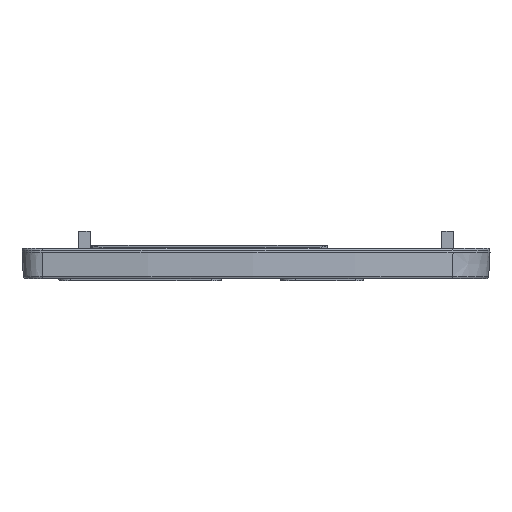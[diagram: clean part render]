
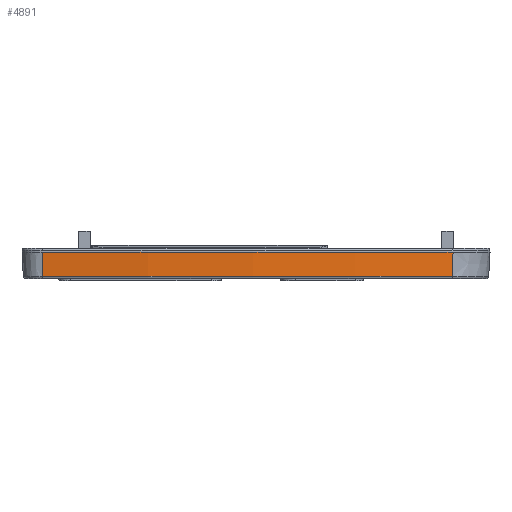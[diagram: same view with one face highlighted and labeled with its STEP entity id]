
A CAD part, left-side view. The second image highlights one B-rep face of the part: STEP entity #4891.
In plain terms, the highlighted conical face has half-angle 3 degrees and reference radius 81.629 mm.
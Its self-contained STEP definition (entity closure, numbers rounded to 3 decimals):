
#105=CONICAL_SURFACE('',#5432,81.629,3.);
#359=CIRCLE('',#5395,81.7);
#375=CIRCLE('',#5422,81.571);
#745=FACE_OUTER_BOUND('',#1026,.T.);
#1026=EDGE_LOOP('',(#4440,#4441,#4442,#4443));
#1488=LINE('',#8490,#1945);
#1489=LINE('',#8491,#1946);
#1945=VECTOR('',#6847,10.);
#1946=VECTOR('',#6848,10.);
#2442=VERTEX_POINT('',#8424);
#2443=VERTEX_POINT('',#8428);
#2453=VERTEX_POINT('',#8468);
#2454=VERTEX_POINT('',#8472);
#3110=EDGE_CURVE('',#2442,#2443,#359,.T.);
#3132=EDGE_CURVE('',#2453,#2454,#375,.T.);
#3140=EDGE_CURVE('',#2442,#2453,#1488,.T.);
#3141=EDGE_CURVE('',#2443,#2454,#1489,.T.);
#4440=ORIENTED_EDGE('',*,*,#3132,.F.);
#4441=ORIENTED_EDGE('',*,*,#3140,.F.);
#4442=ORIENTED_EDGE('',*,*,#3110,.T.);
#4443=ORIENTED_EDGE('',*,*,#3141,.T.);
#4891=ADVANCED_FACE('',(#745),#105,.T.);
#5395=AXIS2_PLACEMENT_3D('',#8430,#6763,#6764);
#5422=AXIS2_PLACEMENT_3D('',#8474,#6823,#6824);
#5432=AXIS2_PLACEMENT_3D('',#8489,#6845,#6846);
#6763=DIRECTION('center_axis',(0.,0.,1.));
#6764=DIRECTION('ref_axis',(0.897,-0.441,0.));
#6823=DIRECTION('center_axis',(0.,0.,1.));
#6824=DIRECTION('ref_axis',(0.981,-0.193,0.));
#6845=DIRECTION('center_axis',(0.,0.,-1.));
#6846=DIRECTION('ref_axis',(0.897,-0.441,0.));
#6847=DIRECTION('',(-0.047,0.023,0.999));
#6848=DIRECTION('',(-0.052,-0.004,0.999));
#8424=CARTESIAN_POINT('',(70.313,-24.257,-1.15));
#8428=CARTESIAN_POINT('',(78.511,17.349,-1.15));
#8430=CARTESIAN_POINT('Origin',(-3.,11.8,-1.15));
#8468=CARTESIAN_POINT('',(70.197,-24.2,1.313));
#8472=CARTESIAN_POINT('',(78.383,17.341,1.313));
#8474=CARTESIAN_POINT('Origin',(-3.,11.8,1.313));
#8489=CARTESIAN_POINT('Origin',(-3.,11.8,0.2));
#8490=CARTESIAN_POINT('',(70.186,-24.194,1.55));
#8491=CARTESIAN_POINT('',(78.37,17.34,1.55));
